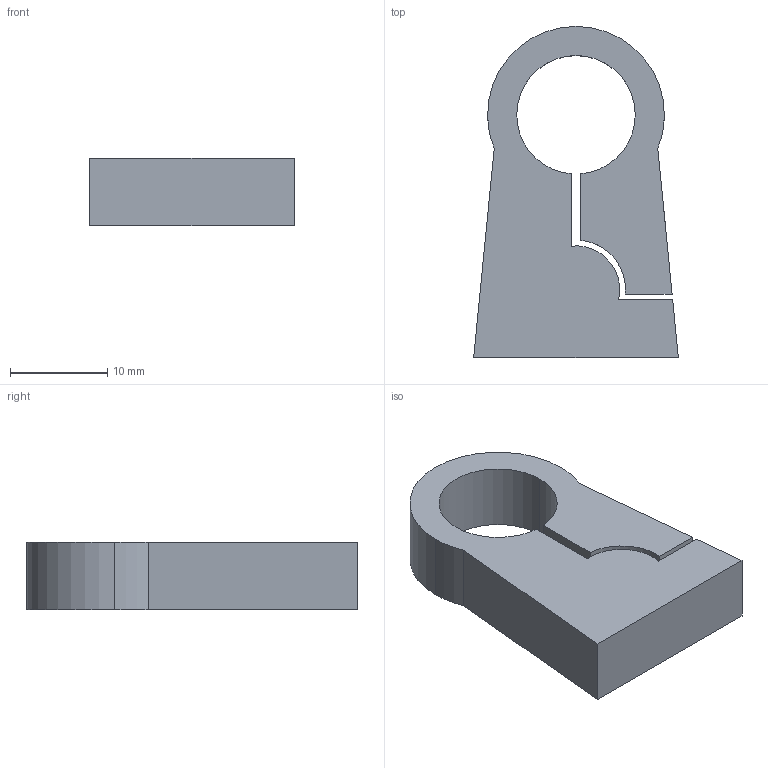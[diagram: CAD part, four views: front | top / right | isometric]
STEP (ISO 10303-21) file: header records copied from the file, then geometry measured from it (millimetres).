
FILE_DESCRIPTION (( 'STEP AP203' ), '1' );
FILE_NAME ('RailMountBlank.STEP', '2022-07-20T10:47:50', ( '' ), ( '' ), 'SwSTEP 2.0', 'SolidWorks 2020', '' );
FILE_SCHEMA (( 'CONFIG_CONTROL_DESIGN' ));
Length unit declared in the file: millimetre
Products named in the file (1): RailMountBlank
Bounding box: 21.09 x 34.1 x 7 mm (x, y, z)
Volume: 3005.4 mm3; surface area: 2429.6 mm2
Topology: 1 solids, 1 shells, 34 faces, 87 edges, 58 vertices
Faces by surface type: plane 19, cylinder 15
Entity records: 1120 total; most frequent: CARTESIAN_POINT 186, DIRECTION 183, ORIENTED_EDGE 174, EDGE_CURVE 87, AXIS2_PLACEMENT_3D 63, VERTEX_POINT 58, LINE 57, VECTOR 57
